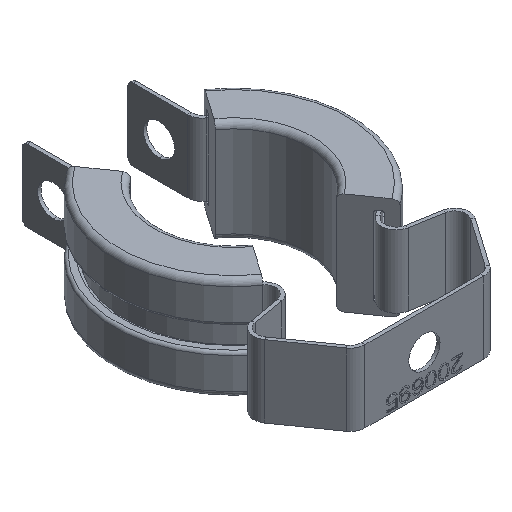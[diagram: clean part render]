
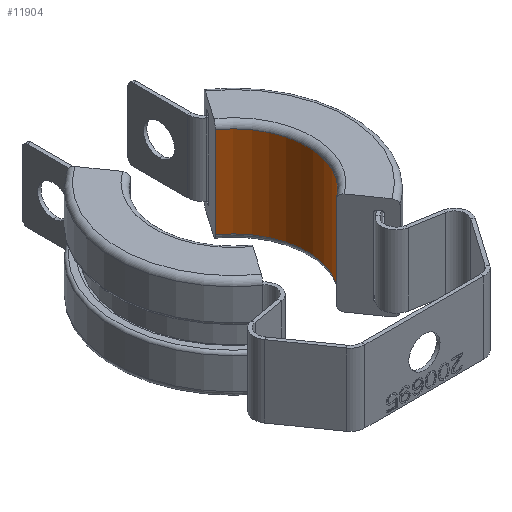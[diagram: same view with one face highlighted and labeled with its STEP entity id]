
A CAD part, isometric view. The second image highlights one B-rep face of the part: STEP entity #11904.
In plain terms, the highlighted cylindrical face has radius 13 mm (diameter 26 mm), a partial arc.
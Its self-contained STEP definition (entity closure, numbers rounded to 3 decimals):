
#11398=DIRECTION('',(0.,0.,1.));
#11399=VECTOR('',#11398,16.);
#11400=CARTESIAN_POINT('',(7.456,-10.649,-8.));
#11401=LINE('',#11400,#11399);
#11440=CARTESIAN_POINT('',(0.,0.,-8.));
#11441=DIRECTION('',(0.,0.,-1.));
#11442=DIRECTION('',(0.574,0.819,0.));
#11443=AXIS2_PLACEMENT_3D('',#11440,#11441,#11442);
#11445=CARTESIAN_POINT('',(0.,0.,8.));
#11446=DIRECTION('',(0.,0.,-1.));
#11447=DIRECTION('',(0.574,0.819,0.));
#11448=AXIS2_PLACEMENT_3D('',#11445,#11446,#11447);
#11603=DIRECTION('',(0.,0.,1.));
#11604=VECTOR('',#11603,16.);
#11605=CARTESIAN_POINT('',(7.456,10.649,-8.));
#11606=LINE('',#11605,#11604);
#11668=CARTESIAN_POINT('',(7.456,-10.649,-8.));
#11670=VERTEX_POINT('',#11668);
#11674=CARTESIAN_POINT('',(7.456,10.649,-8.));
#11675=VERTEX_POINT('',#11674);
#11677=CARTESIAN_POINT('',(7.456,-10.649,8.));
#11679=VERTEX_POINT('',#11677);
#11680=CARTESIAN_POINT('',(7.456,10.649,8.));
#11681=VERTEX_POINT('',#11680);
#11891=CARTESIAN_POINT('',(0.,0.,0.));
#11892=DIRECTION('',(0.,0.,1.));
#11893=DIRECTION('',(-0.574,0.819,0.));
#11894=AXIS2_PLACEMENT_3D('',#11891,#11892,#11893);
#11895=CYLINDRICAL_SURFACE('',#11894,13.);
#11897=ORIENTED_EDGE('',*,*,#11896,.F.);
#11899=ORIENTED_EDGE('',*,*,#11898,.T.);
#11900=ORIENTED_EDGE('',*,*,#11883,.T.);
#11901=ORIENTED_EDGE('',*,*,#11807,.F.);
#11902=EDGE_LOOP('',(#11897,#11899,#11900,#11901));
#11903=FACE_OUTER_BOUND('',#11902,.F.);
#11904=ADVANCED_FACE('',(#11903),#11895,.F.);
#11444=CIRCLE('',#11443,13.);
#11449=CIRCLE('',#11448,13.);
#11807=EDGE_CURVE('',#11670,#11679,#11401,.T.);
#11883=EDGE_CURVE('',#11681,#11679,#11449,.T.);
#11896=EDGE_CURVE('',#11675,#11670,#11444,.T.);
#11898=EDGE_CURVE('',#11675,#11681,#11606,.T.);
